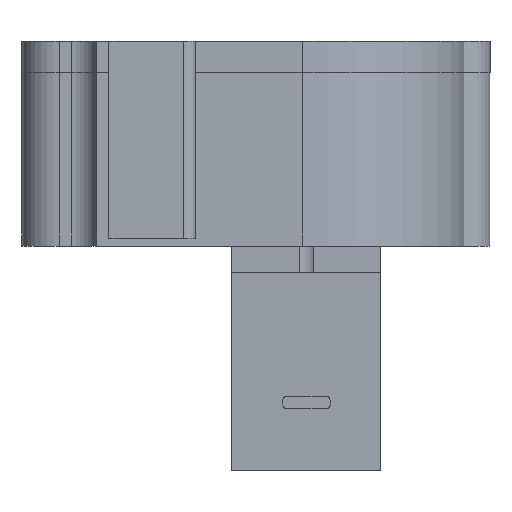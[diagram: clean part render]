
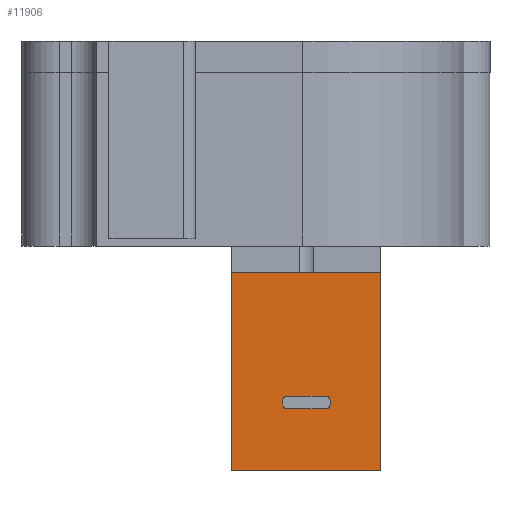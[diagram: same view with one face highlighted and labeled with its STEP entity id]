
A CAD part, left-side view. The second image highlights one B-rep face of the part: STEP entity #11906.
In plain terms, the highlighted face is planar.
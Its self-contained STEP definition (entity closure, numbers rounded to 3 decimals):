
#130 = DIRECTION ( 'NONE',  ( 0., 1., 0. ) ) ;
#433 = LINE ( 'NONE', #5843, #5643 ) ;
#459 = VERTEX_POINT ( 'NONE', #15106 ) ;
#607 = CIRCLE ( 'NONE', #7102, 0.3 ) ;
#614 = AXIS2_PLACEMENT_3D ( 'NONE', #1851, #16748, #22228 ) ;
#642 = EDGE_CURVE ( 'NONE', #9652, #13746, #607, .T. ) ;
#824 = VECTOR ( 'NONE', #18462, 1000. ) ;
#897 = DIRECTION ( 'NONE',  ( -1., 0., 0. ) ) ;
#918 = DIRECTION ( 'NONE',  ( -1., 0., 0. ) ) ;
#1136 = CARTESIAN_POINT ( 'NONE',  ( 11.1, 1.9, -11.35 ) ) ;
#1217 = CARTESIAN_POINT ( 'NONE',  ( 11.1, 1.6, -11.05 ) ) ;
#1233 = CARTESIAN_POINT ( 'NONE',  ( 11.1, -1.9, -11.05 ) ) ;
#1486 = DIRECTION ( 'NONE',  ( 0., 0., 1. ) ) ;
#1795 = CARTESIAN_POINT ( 'NONE',  ( 11.1, -1.6, -11.75 ) ) ;
#1851 = CARTESIAN_POINT ( 'NONE',  ( 11.1, -1.6, -11.35 ) ) ;
#1872 = VECTOR ( 'NONE', #21426, 1000. ) ;
#2037 = DIRECTION ( 'NONE',  ( 0., 0., 1. ) ) ;
#2199 = FACE_OUTER_BOUND ( 'NONE', #9511, .T. ) ;
#2954 = EDGE_CURVE ( 'NONE', #13352, #8675, #5958, .T. ) ;
#3211 = EDGE_CURVE ( 'NONE', #8295, #22168, #3641, .T. ) ;
#3262 = EDGE_CURVE ( 'NONE', #21913, #8675, #21859, .T. ) ;
#3422 = EDGE_CURVE ( 'NONE', #9652, #459, #433, .T. ) ;
#3556 = EDGE_CURVE ( 'NONE', #22620, #13411, #23587, .T. ) ;
#3641 = LINE ( 'NONE', #1233, #4807 ) ;
#3648 = CARTESIAN_POINT ( 'NONE',  ( 11.1, -1.6, -12.05 ) ) ;
#4053 = EDGE_CURVE ( 'NONE', #23052, #21913, #8773, .T. ) ;
#4330 = CARTESIAN_POINT ( 'NONE',  ( 11.1, 1.9, -11.05 ) ) ;
#4530 = CARTESIAN_POINT ( 'NONE',  ( 11.1, 6., -17.05 ) ) ;
#4705 = CIRCLE ( 'NONE', #9203, 0.3 ) ;
#4807 = VECTOR ( 'NONE', #12354, 1000. ) ;
#4964 = CARTESIAN_POINT ( 'NONE',  ( 11.1, 6., -17.05 ) ) ;
#5113 = CARTESIAN_POINT ( 'NONE',  ( 11.1, 1.9, -11.75 ) ) ;
#5373 = FACE_BOUND ( 'NONE', #12237, .T. ) ;
#5643 = VECTOR ( 'NONE', #130, 1000. ) ;
#5732 = LINE ( 'NONE', #20267, #824 ) ;
#5843 = CARTESIAN_POINT ( 'NONE',  ( 11.1, -1.9, -12.05 ) ) ;
#5948 = EDGE_CURVE ( 'NONE', #22620, #459, #4705, .T. ) ;
#5958 = LINE ( 'NONE', #20047, #15186 ) ;
#6526 = ORIENTED_EDGE ( 'NONE', *, *, #5948, .T. ) ;
#6780 = DIRECTION ( 'NONE',  ( -1., 0., 0. ) ) ;
#7029 = LINE ( 'NONE', #19606, #1872 ) ;
#7043 = CARTESIAN_POINT ( 'NONE',  ( 11.1, -1.6, -11.05 ) ) ;
#7102 = AXIS2_PLACEMENT_3D ( 'NONE', #1795, #16536, #18297 ) ;
#7864 = AXIS2_PLACEMENT_3D ( 'NONE', #4964, #6780, #1486 ) ;
#8079 = DIRECTION ( 'NONE',  ( 0., 0., 1. ) ) ;
#8231 = DIRECTION ( 'NONE',  ( 0., 0., 1. ) ) ;
#8295 = VERTEX_POINT ( 'NONE', #1217 ) ;
#8539 = ORIENTED_EDGE ( 'NONE', *, *, #3556, .F. ) ;
#8675 = VERTEX_POINT ( 'NONE', #21141 ) ;
#8773 = LINE ( 'NONE', #22482, #20356 ) ;
#9203 = AXIS2_PLACEMENT_3D ( 'NONE', #17473, #897, #19262 ) ;
#9204 = EDGE_CURVE ( 'NONE', #8295, #13411, #18136, .T. ) ;
#9511 = EDGE_LOOP ( 'NONE', ( #13079, #16896, #10725, #17153 ) ) ;
#9652 = VERTEX_POINT ( 'NONE', #3648 ) ;
#10725 = ORIENTED_EDGE ( 'NONE', *, *, #22774, .F. ) ;
#11020 = EDGE_CURVE ( 'NONE', #23818, #22168, #19848, .T. ) ;
#11906 = ADVANCED_FACE ( 'NONE', ( #2199, #5373 ), #19548, .F. ) ;
#12237 = EDGE_LOOP ( 'NONE', ( #15884, #14812, #17668, #15758, #12753, #18305, #8539, #6526 ) ) ;
#12354 = DIRECTION ( 'NONE',  ( 0., -1., 0. ) ) ;
#12696 = DIRECTION ( 'NONE',  ( 0., 0., 1. ) ) ;
#12753 = ORIENTED_EDGE ( 'NONE', *, *, #3211, .F. ) ;
#13004 = EDGE_CURVE ( 'NONE', #23818, #13746, #7029, .T. ) ;
#13079 = ORIENTED_EDGE ( 'NONE', *, *, #3262, .T. ) ;
#13194 = CARTESIAN_POINT ( 'NONE',  ( 11.1, 6., -1.05 ) ) ;
#13352 = VERTEX_POINT ( 'NONE', #20913 ) ;
#13411 = VERTEX_POINT ( 'NONE', #1136 ) ;
#13746 = VERTEX_POINT ( 'NONE', #17357 ) ;
#14812 = ORIENTED_EDGE ( 'NONE', *, *, #642, .T. ) ;
#15106 = CARTESIAN_POINT ( 'NONE',  ( 11.1, 1.6, -12.05 ) ) ;
#15186 = VECTOR ( 'NONE', #12696, 1000. ) ;
#15758 = ORIENTED_EDGE ( 'NONE', *, *, #11020, .T. ) ;
#15884 = ORIENTED_EDGE ( 'NONE', *, *, #3422, .F. ) ;
#16536 = DIRECTION ( 'NONE',  ( -1., 0., 0. ) ) ;
#16748 = DIRECTION ( 'NONE',  ( -1., 0., 0. ) ) ;
#16896 = ORIENTED_EDGE ( 'NONE', *, *, #2954, .F. ) ;
#17153 = ORIENTED_EDGE ( 'NONE', *, *, #4053, .T. ) ;
#17357 = CARTESIAN_POINT ( 'NONE',  ( 11.1, -1.9, -11.75 ) ) ;
#17473 = CARTESIAN_POINT ( 'NONE',  ( 11.1, 1.6, -11.75 ) ) ;
#17563 = CARTESIAN_POINT ( 'NONE',  ( 11.1, 6., -1.05 ) ) ;
#17668 = ORIENTED_EDGE ( 'NONE', *, *, #13004, .F. ) ;
#18136 = CIRCLE ( 'NONE', #22741, 0.3 ) ;
#18297 = DIRECTION ( 'NONE',  ( 0., 0., 1. ) ) ;
#18305 = ORIENTED_EDGE ( 'NONE', *, *, #9204, .T. ) ;
#18462 = DIRECTION ( 'NONE',  ( 0., -1., 0. ) ) ;
#18595 = VECTOR ( 'NONE', #8079, 1000. ) ;
#19191 = CARTESIAN_POINT ( 'NONE',  ( 11.1, -1.9, -11.35 ) ) ;
#19192 = CARTESIAN_POINT ( 'NONE',  ( 11.1, 1.6, -11.35 ) ) ;
#19262 = DIRECTION ( 'NONE',  ( 0., 0., 1. ) ) ;
#19548 = PLANE ( 'NONE',  #7864 ) ;
#19606 = CARTESIAN_POINT ( 'NONE',  ( 11.1, -1.9, -11.05 ) ) ;
#19610 = DIRECTION ( 'NONE',  ( 0., -1., 0. ) ) ;
#19848 = CIRCLE ( 'NONE', #614, 0.3 ) ;
#20047 = CARTESIAN_POINT ( 'NONE',  ( 11.1, -6., -17.05 ) ) ;
#20267 = CARTESIAN_POINT ( 'NONE',  ( 11.1, 6., -17.05 ) ) ;
#20356 = VECTOR ( 'NONE', #2037, 1000. ) ;
#20913 = CARTESIAN_POINT ( 'NONE',  ( 11.1, -6., -17.05 ) ) ;
#21141 = CARTESIAN_POINT ( 'NONE',  ( 11.1, -6., -1.05 ) ) ;
#21426 = DIRECTION ( 'NONE',  ( 0., 0., -1. ) ) ;
#21859 = LINE ( 'NONE', #17563, #22135 ) ;
#21913 = VERTEX_POINT ( 'NONE', #13194 ) ;
#22135 = VECTOR ( 'NONE', #19610, 1000. ) ;
#22168 = VERTEX_POINT ( 'NONE', #7043 ) ;
#22228 = DIRECTION ( 'NONE',  ( 0., 0., 1. ) ) ;
#22482 = CARTESIAN_POINT ( 'NONE',  ( 11.1, 6., -17.05 ) ) ;
#22620 = VERTEX_POINT ( 'NONE', #5113 ) ;
#22741 = AXIS2_PLACEMENT_3D ( 'NONE', #19192, #918, #8231 ) ;
#22774 = EDGE_CURVE ( 'NONE', #23052, #13352, #5732, .T. ) ;
#23052 = VERTEX_POINT ( 'NONE', #4530 ) ;
#23587 = LINE ( 'NONE', #4330, #18595 ) ;
#23818 = VERTEX_POINT ( 'NONE', #19191 ) ;
